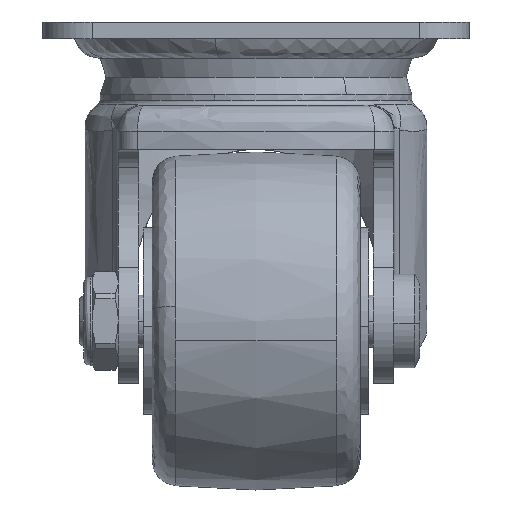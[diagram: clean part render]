
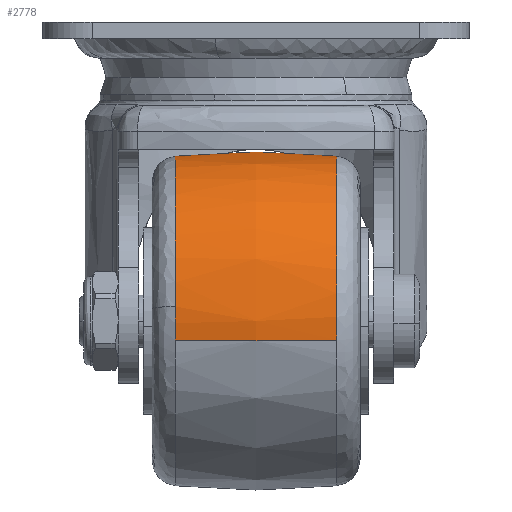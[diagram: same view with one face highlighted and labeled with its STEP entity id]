
A CAD part, left-side view. The second image highlights one B-rep face of the part: STEP entity #2778.
In plain terms, the highlighted free-form (B-spline) face has degree [2, 2] with [3, 9] control points.
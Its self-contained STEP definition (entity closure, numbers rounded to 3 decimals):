
#2295=CARTESIAN_POINT('',(31.68,15.517,-58.474));
#2296=VERTEX_POINT('',#2295);
#2310=CARTESIAN_POINT('',(0.0,15.517,-89.195));
#2311=VERTEX_POINT('',#2310);
#2312=CARTESIAN_POINT('',(31.68,15.517,-58.474));
#2313=CARTESIAN_POINT('',(30.736,15.517,-89.195));
#2314=CARTESIAN_POINT('',(0.0,15.517,-89.195));
#2322=(BOUNDED_CURVE()B_SPLINE_CURVE(2,(#2312,#2313,#2314),.UNSPECIFIED.,.F.,.U.)B_SPLINE_CURVE_WITH_KNOTS((3,3),(0.255,0.5),.UNSPECIFIED.)CURVE()GEOMETRIC_REPRESENTATION_ITEM()RATIONAL_B_SPLINE_CURVE((0.988,0.713,1.0))REPRESENTATION_ITEM(''));
#2323=EDGE_CURVE('',#2296,#2311,#2322,.T.);
#2325=CARTESIAN_POINT('',(-31.483,15.517,-61.16));
#2326=VERTEX_POINT('',#2325);
#2340=CARTESIAN_POINT('',(-31.573,15.517,-54.716));
#2341=VERTEX_POINT('',#2340);
#2342=CARTESIAN_POINT('',(-31.483,15.517,-61.16));
#2343=CARTESIAN_POINT('',(-31.695,15.517,-59.336));
#2344=CARTESIAN_POINT('',(-31.695,15.517,-57.5));
#2345=CARTESIAN_POINT('',(-31.695,15.517,-56.105));
#2346=CARTESIAN_POINT('',(-31.573,15.517,-54.716));
#2354=(BOUNDED_CURVE()B_SPLINE_CURVE(2,(#2342,#2343,#2344,#2345,#2346),.UNSPECIFIED.,.F.,.U.)B_SPLINE_CURVE_WITH_KNOTS((3,2,3),(0.73,0.75,0.765),.UNSPECIFIED.)CURVE()GEOMETRIC_REPRESENTATION_ITEM()RATIONAL_B_SPLINE_CURVE((0.957,0.977,1.0,0.982,0.966))REPRESENTATION_ITEM(''));
#2355=EDGE_CURVE('',#2326,#2341,#2354,.T.);
#2444=CARTESIAN_POINT('',(0.0,15.517,-25.805));
#2445=VERTEX_POINT('',#2444);
#2446=CARTESIAN_POINT('',(-31.573,15.517,-54.716));
#2447=CARTESIAN_POINT('',(-29.023,15.517,-25.805));
#2448=CARTESIAN_POINT('',(0.0,15.517,-25.805));
#2456=(BOUNDED_CURVE()B_SPLINE_CURVE(2,(#2446,#2447,#2448),.UNSPECIFIED.,.F.,.U.)B_SPLINE_CURVE_WITH_KNOTS((3,3),(0.765,1.0),.UNSPECIFIED.)CURVE()GEOMETRIC_REPRESENTATION_ITEM()RATIONAL_B_SPLINE_CURVE((0.966,0.725,1.0))REPRESENTATION_ITEM(''));
#2457=EDGE_CURVE('',#2341,#2445,#2456,.T.);
#2459=CARTESIAN_POINT('',(0.0,15.517,-25.805));
#2460=CARTESIAN_POINT('',(31.695,15.517,-25.805));
#2461=CARTESIAN_POINT('',(31.695,15.517,-57.5));
#2462=CARTESIAN_POINT('',(31.695,15.517,-57.987));
#2463=CARTESIAN_POINT('',(31.68,15.517,-58.474));
#2471=(BOUNDED_CURVE()B_SPLINE_CURVE(2,(#2459,#2460,#2461,#2462,#2463),.UNSPECIFIED.,.F.,.U.)B_SPLINE_CURVE_WITH_KNOTS((3,2,3),(0.0,0.25,0.255),.UNSPECIFIED.)CURVE()GEOMETRIC_REPRESENTATION_ITEM()RATIONAL_B_SPLINE_CURVE((1.0,0.707,1.0,0.994,0.988))REPRESENTATION_ITEM(''));
#2472=EDGE_CURVE('',#2445,#2296,#2471,.T.);
#2513=CARTESIAN_POINT('',(12.672,-15.517,-86.552));
#2514=VERTEX_POINT('',#2513);
#2515=CARTESIAN_POINT('',(0.0,-15.517,-89.195));
#2516=VERTEX_POINT('',#2515);
#2517=CARTESIAN_POINT('',(12.672,-15.517,-86.552));
#2518=CARTESIAN_POINT('',(6.612,-15.517,-89.195));
#2519=CARTESIAN_POINT('',(0.0,-15.517,-89.195));
#2527=(BOUNDED_CURVE()B_SPLINE_CURVE(2,(#2517,#2518,#2519),.UNSPECIFIED.,.F.,.U.)B_SPLINE_CURVE_WITH_KNOTS((3,3),(0.432,0.5),.UNSPECIFIED.)CURVE()GEOMETRIC_REPRESENTATION_ITEM()RATIONAL_B_SPLINE_CURVE((0.884,0.92,1.0))REPRESENTATION_ITEM(''));
#2528=EDGE_CURVE('',#2514,#2516,#2527,.T.);
#2592=CARTESIAN_POINT('',(31.493,-15.517,-53.923));
#2593=VERTEX_POINT('',#2592);
#2607=CARTESIAN_POINT('',(0.0,-15.517,-25.805));
#2608=VERTEX_POINT('',#2607);
#2609=CARTESIAN_POINT('',(0.0,-15.517,-25.805));
#2610=CARTESIAN_POINT('',(28.299,-15.517,-25.805));
#2611=CARTESIAN_POINT('',(31.493,-15.517,-53.923));
#2619=(BOUNDED_CURVE()B_SPLINE_CURVE(2,(#2609,#2610,#2611),.UNSPECIFIED.,.F.,.U.)B_SPLINE_CURVE_WITH_KNOTS((3,3),(0.0,0.23),.UNSPECIFIED.)CURVE()GEOMETRIC_REPRESENTATION_ITEM()RATIONAL_B_SPLINE_CURVE((1.0,0.73,0.958))REPRESENTATION_ITEM(''));
#2620=EDGE_CURVE('',#2608,#2593,#2619,.T.);
#2622=CARTESIAN_POINT('',(-31.483,-15.517,-61.16));
#2623=VERTEX_POINT('',#2622);
#2624=CARTESIAN_POINT('',(-31.483,-15.517,-61.16));
#2625=CARTESIAN_POINT('',(-31.695,-15.517,-59.336));
#2626=CARTESIAN_POINT('',(-31.695,-15.517,-57.5));
#2627=CARTESIAN_POINT('',(-31.695,-15.517,-25.805));
#2628=CARTESIAN_POINT('',(0.0,-15.517,-25.805));
#2636=(BOUNDED_CURVE()B_SPLINE_CURVE(2,(#2624,#2625,#2626,#2627,#2628),.UNSPECIFIED.,.F.,.U.)B_SPLINE_CURVE_WITH_KNOTS((3,2,3),(0.73,0.75,1.0),.UNSPECIFIED.)CURVE()GEOMETRIC_REPRESENTATION_ITEM()RATIONAL_B_SPLINE_CURVE((0.957,0.977,1.0,0.707,1.0))REPRESENTATION_ITEM(''));
#2637=EDGE_CURVE('',#2623,#2608,#2636,.T.);
#2672=CARTESIAN_POINT('',(31.493,-15.517,-53.923));
#2673=CARTESIAN_POINT('',(31.695,-15.517,-55.706));
#2674=CARTESIAN_POINT('',(31.695,-15.517,-57.5));
#2675=CARTESIAN_POINT('',(31.695,-15.517,-78.254));
#2676=CARTESIAN_POINT('',(12.672,-15.517,-86.552));
#2684=(BOUNDED_CURVE()B_SPLINE_CURVE(2,(#2672,#2673,#2674,#2675,#2676),.UNSPECIFIED.,.F.,.U.)B_SPLINE_CURVE_WITH_KNOTS((3,2,3),(0.23,0.25,0.432),.UNSPECIFIED.)CURVE()GEOMETRIC_REPRESENTATION_ITEM()RATIONAL_B_SPLINE_CURVE((0.958,0.977,1.0,0.787,0.884))REPRESENTATION_ITEM(''));
#2685=EDGE_CURVE('',#2593,#2514,#2684,.T.);
#2707=CARTESIAN_POINT('',(-31.316,17.058,-61.14));
#2708=CARTESIAN_POINT('',(-33.255,0.,-61.366));
#2709=CARTESIAN_POINT('',(-31.316,-17.058,-61.14));
#2710=CARTESIAN_POINT('',(-31.527,17.058,-59.326));
#2711=CARTESIAN_POINT('',(-33.479,0.,-59.439));
#2712=CARTESIAN_POINT('',(-31.527,-17.058,-59.326));
#2713=CARTESIAN_POINT('',(-31.527,17.058,-57.5));
#2714=CARTESIAN_POINT('',(-33.479,0.,-57.5));
#2715=CARTESIAN_POINT('',(-31.527,-17.058,-57.5));
#2716=CARTESIAN_POINT('',(-31.527,17.058,-25.973));
#2717=CARTESIAN_POINT('',(-33.479,0.,-24.021));
#2718=CARTESIAN_POINT('',(-31.527,-17.058,-25.973));
#2719=CARTESIAN_POINT('',(0.0,17.058,-25.973));
#2720=CARTESIAN_POINT('',(0.0,0.,-24.021));
#2721=CARTESIAN_POINT('',(0.0,-17.058,-25.973));
#2722=CARTESIAN_POINT('',(31.527,17.058,-25.973));
#2723=CARTESIAN_POINT('',(33.479,0.,-24.021));
#2724=CARTESIAN_POINT('',(31.527,-17.058,-25.973));
#2725=CARTESIAN_POINT('',(31.527,17.058,-57.5));
#2726=CARTESIAN_POINT('',(33.479,0.,-57.5));
#2727=CARTESIAN_POINT('',(31.527,-17.058,-57.5));
#2728=CARTESIAN_POINT('',(31.527,17.058,-89.027));
#2729=CARTESIAN_POINT('',(33.479,0.,-90.979));
#2730=CARTESIAN_POINT('',(31.527,-17.058,-89.027));
#2731=CARTESIAN_POINT('',(0.0,17.058,-89.027));
#2732=CARTESIAN_POINT('',(0.0,0.,-90.979));
#2733=CARTESIAN_POINT('',(0.0,-17.058,-89.027));
#2741=(BOUNDED_SURFACE()B_SPLINE_SURFACE(2,2,((#2707,#2710,#2713,#2716,#2719,#2722,#2725,#2728,#2731),(#2708,#2711,#2714,#2717,#2720,#2723,#2726,#2729,#2732),(#2709,#2712,#2715,#2718,#2721,#2724,#2727,#2730,#2733)),.UNSPECIFIED.,.F.,.F.,.U.)B_SPLINE_SURFACE_WITH_KNOTS((3,3),(3,2,2,2,3),(0.0,34.227),(0.0,4.308,58.156,112.003,165.851),.UNSPECIFIED.)GEOMETRIC_REPRESENTATION_ITEM()RATIONAL_B_SPLINE_SURFACE(((0.856,0.874,0.895,0.633,0.895,0.633,0.895,0.633,0.895),(0.85,0.868,0.889,0.628,0.889,0.628,0.889,0.628,0.889),(0.856,0.874,0.895,0.633,0.895,0.633,0.895,0.633,0.895)))REPRESENTATION_ITEM('')SURFACE());
#2742=ORIENTED_EDGE('',*,*,#2457,.F.);
#2743=ORIENTED_EDGE('',*,*,#2355,.F.);
#2744=CARTESIAN_POINT('',(-31.483,15.517,-61.16));
#2745=CARTESIAN_POINT('',(-33.086,0.,-61.346));
#2746=CARTESIAN_POINT('',(-31.483,-15.517,-61.16));
#2754=(BOUNDED_CURVE()B_SPLINE_CURVE(2,(#2744,#2745,#2746),.UNSPECIFIED.,.F.,.U.)B_SPLINE_CURVE_WITH_KNOTS((3,3),(0.426,0.574),.UNSPECIFIED.)CURVE()GEOMETRIC_REPRESENTATION_ITEM()RATIONAL_B_SPLINE_CURVE((0.856,0.851,0.856))REPRESENTATION_ITEM(''));
#2755=EDGE_CURVE('',#2326,#2623,#2754,.T.);
#2756=ORIENTED_EDGE('',*,*,#2755,.T.);
#2757=ORIENTED_EDGE('',*,*,#2637,.T.);
#2758=ORIENTED_EDGE('',*,*,#2620,.T.);
#2759=ORIENTED_EDGE('',*,*,#2685,.T.);
#2760=ORIENTED_EDGE('',*,*,#2528,.T.);
#2761=CARTESIAN_POINT('',(0.0,15.517,-89.195));
#2762=CARTESIAN_POINT('',(0.0,0.,-90.809));
#2763=CARTESIAN_POINT('',(0.0,-15.517,-89.195));
#2771=(BOUNDED_CURVE()B_SPLINE_CURVE(2,(#2761,#2762,#2763),.UNSPECIFIED.,.F.,.U.)B_SPLINE_CURVE_WITH_KNOTS((3,3),(0.426,0.574),.UNSPECIFIED.)CURVE()GEOMETRIC_REPRESENTATION_ITEM()RATIONAL_B_SPLINE_CURVE((0.894,0.889,0.894))REPRESENTATION_ITEM(''));
#2772=EDGE_CURVE('',#2311,#2516,#2771,.T.);
#2773=ORIENTED_EDGE('',*,*,#2772,.F.);
#2774=ORIENTED_EDGE('',*,*,#2323,.F.);
#2775=ORIENTED_EDGE('',*,*,#2472,.F.);
#2776=EDGE_LOOP('',(#2742,#2743,#2756,#2757,#2758,#2759,#2760,#2773,#2774,#2775));
#2777=FACE_OUTER_BOUND('',#2776,.T.);
#2778=ADVANCED_FACE('',(#2777),#2741,.T.);
